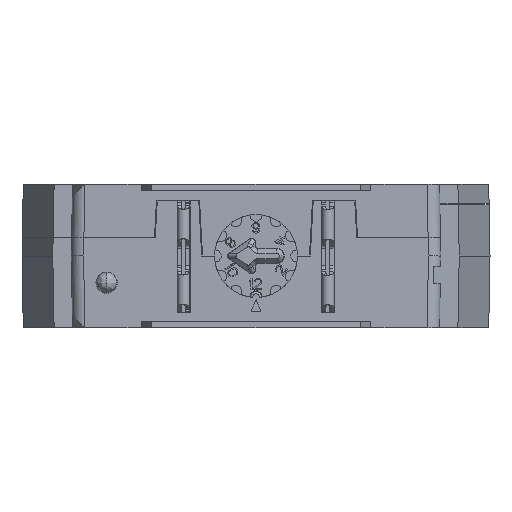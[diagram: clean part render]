
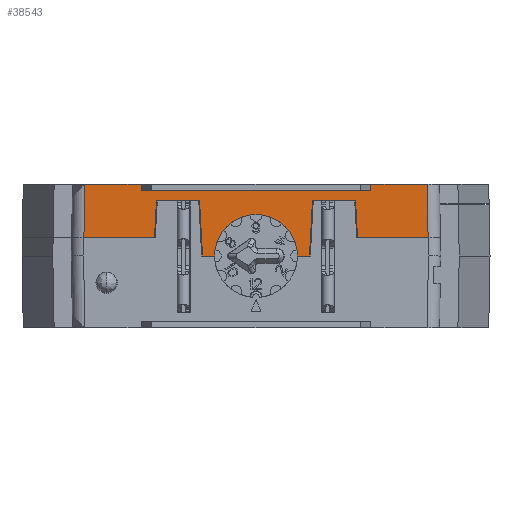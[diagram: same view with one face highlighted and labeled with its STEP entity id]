
A CAD part, front view. The second image highlights one B-rep face of the part: STEP entity #38543.
In plain terms, the highlighted planar face has unit normal (0, -1, 0).
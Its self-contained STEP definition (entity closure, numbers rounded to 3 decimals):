
#25962=DIRECTION('',(1.,0.,0.));
#25963=VECTOR('',#25962,6.847);
#25964=CARTESIAN_POINT('',(14.,0.,8.75));
#25965=LINE('',#25964,#25963);
#25990=DIRECTION('',(1.,0.,0.));
#25991=VECTOR('',#25990,6.847);
#25992=CARTESIAN_POINT('',(-20.847,0.,8.75));
#25993=LINE('',#25992,#25991);
#26498=CARTESIAN_POINT('',(20.847,0.,8.75));
#26707=DIRECTION('',(0.052,0.,-0.999));
#26708=VECTOR('',#26707,6.809);
#26709=CARTESIAN_POINT('',(-6.874,0.,6.8));
#26710=LINE('',#26709,#26708);
#26714=DIRECTION('',(-0.052,0.,-0.999));
#26715=VECTOR('',#26714,4.556);
#26716=CARTESIAN_POINT('',(-12.126,0.,6.8));
#26717=LINE('',#26716,#26715);
#26721=DIRECTION('',(1.,0.,0.));
#26722=VECTOR('',#26721,8.596);
#26723=CARTESIAN_POINT('',(-20.96,0.,2.25));
#26724=LINE('',#26723,#26722);
#26728=DIRECTION('',(-0.017,0.,-1.));
#26729=VECTOR('',#26728,6.501);
#26730=CARTESIAN_POINT('',(-20.847,0.,8.75));
#26731=LINE('',#26730,#26729);
#26735=DIRECTION('',(0.,0.,-1.));
#26736=VECTOR('',#26735,0.75);
#26737=CARTESIAN_POINT('',(-14.,0.,8.75));
#26738=LINE('',#26737,#26736);
#26742=DIRECTION('',(1.,0.,0.));
#26743=VECTOR('',#26742,28.);
#26744=CARTESIAN_POINT('',(-14.,0.,8.));
#26745=LINE('',#26744,#26743);
#26749=DIRECTION('',(0.,0.,-1.));
#26750=VECTOR('',#26749,0.75);
#26751=CARTESIAN_POINT('',(14.,0.,8.75));
#26752=LINE('',#26751,#26750);
#26756=DIRECTION('',(-0.017,0.,1.));
#26757=VECTOR('',#26756,6.501);
#26758=CARTESIAN_POINT('',(20.96,0.,2.25));
#26759=LINE('',#26758,#26757);
#26763=DIRECTION('',(1.,0.,0.));
#26764=VECTOR('',#26763,8.596);
#26765=CARTESIAN_POINT('',(12.365,0.,2.25));
#26766=LINE('',#26765,#26764);
#26770=DIRECTION('',(0.052,0.,-0.999));
#26771=VECTOR('',#26770,4.556);
#26772=CARTESIAN_POINT('',(12.126,0.,6.8));
#26773=LINE('',#26772,#26771);
#26777=DIRECTION('',(0.052,0.,0.999));
#26778=VECTOR('',#26777,6.809);
#26779=CARTESIAN_POINT('',(6.517,0.,0.));
#26780=LINE('',#26779,#26778);
#26784=CARTESIAN_POINT('',(0.,0.,0.));
#26785=DIRECTION('',(0.,-1.,0.));
#26786=DIRECTION('',(1.,0.,0.));
#26787=AXIS2_PLACEMENT_3D('',#26784,#26785,#26786);
#26813=DIRECTION('',(-1.,0.,0.));
#26814=VECTOR('',#26813,5.252);
#26815=CARTESIAN_POINT('',(12.126,0.,6.8));
#26816=LINE('',#26815,#26814);
#26820=DIRECTION('',(-1.,0.,0.));
#26821=VECTOR('',#26820,5.252);
#26822=CARTESIAN_POINT('',(-6.874,0.,6.8));
#26823=LINE('',#26822,#26821);
#27011=CARTESIAN_POINT('',(20.96,0.,2.25));
#29043=DIRECTION('',(-1.,0.,0.));
#29044=VECTOR('',#29043,1.467);
#29045=CARTESIAN_POINT('',(-5.05,0.,0.));
#29046=LINE('',#29045,#29044);
#29085=DIRECTION('',(-1.,0.,0.));
#29086=VECTOR('',#29085,1.467);
#29087=CARTESIAN_POINT('',(6.517,0.,0.));
#29088=LINE('',#29087,#29086);
#30302=CARTESIAN_POINT('',(-20.96,0.,2.25));
#36248=VERTEX_POINT('',#26498);
#36314=VERTEX_POINT('',#30302);
#36315=CARTESIAN_POINT('',(-20.847,0.,8.75));
#36316=VERTEX_POINT('',#36315);
#36557=CARTESIAN_POINT('',(-14.,0.,8.));
#36558=CARTESIAN_POINT('',(14.,0.,8.));
#36559=VERTEX_POINT('',#36557);
#36560=VERTEX_POINT('',#36558);
#36561=CARTESIAN_POINT('',(14.,0.,8.75));
#36562=VERTEX_POINT('',#36561);
#36563=CARTESIAN_POINT('',(-14.,0.,8.75));
#36564=VERTEX_POINT('',#36563);
#36625=VERTEX_POINT('',#27011);
#36713=CARTESIAN_POINT('',(5.05,0.,0.));
#36714=CARTESIAN_POINT('',(-5.05,0.,0.));
#36715=VERTEX_POINT('',#36713);
#36716=VERTEX_POINT('',#36714);
#36771=CARTESIAN_POINT('',(12.365,0.,2.25));
#36772=VERTEX_POINT('',#36771);
#36775=CARTESIAN_POINT('',(-12.365,0.,2.25));
#36776=VERTEX_POINT('',#36775);
#36807=CARTESIAN_POINT('',(-6.517,0.,0.));
#36808=VERTEX_POINT('',#36807);
#36815=CARTESIAN_POINT('',(6.517,0.,0.));
#36816=VERTEX_POINT('',#36815);
#36842=CARTESIAN_POINT('',(12.126,0.,6.8));
#36844=VERTEX_POINT('',#36842);
#36845=CARTESIAN_POINT('',(-12.126,0.,6.8));
#36847=VERTEX_POINT('',#36845);
#36849=CARTESIAN_POINT('',(-6.874,0.,6.8));
#36851=VERTEX_POINT('',#36849);
#36855=CARTESIAN_POINT('',(6.874,0.,6.8));
#36857=VERTEX_POINT('',#36855);
#38502=CARTESIAN_POINT('',(-22.5,0.,-8.75));
#38503=DIRECTION('',(0.,-1.,0.));
#38504=DIRECTION('',(1.,0.,0.));
#38505=AXIS2_PLACEMENT_3D('',#38502,#38503,#38504);
#38506=PLANE('',#38505);
#38508=ORIENTED_EDGE('',*,*,#38507,.F.);
#38510=ORIENTED_EDGE('',*,*,#38509,.T.);
#38512=ORIENTED_EDGE('',*,*,#38511,.T.);
#38514=ORIENTED_EDGE('',*,*,#38513,.F.);
#38516=ORIENTED_EDGE('',*,*,#38515,.F.);
#38517=ORIENTED_EDGE('',*,*,#38401,.T.);
#38519=ORIENTED_EDGE('',*,*,#38518,.T.);
#38521=ORIENTED_EDGE('',*,*,#38520,.T.);
#38523=ORIENTED_EDGE('',*,*,#38522,.F.);
#38524=ORIENTED_EDGE('',*,*,#38393,.T.);
#38526=ORIENTED_EDGE('',*,*,#38525,.F.);
#38528=ORIENTED_EDGE('',*,*,#38527,.F.);
#38530=ORIENTED_EDGE('',*,*,#38529,.F.);
#38532=ORIENTED_EDGE('',*,*,#38531,.T.);
#38534=ORIENTED_EDGE('',*,*,#38533,.F.);
#38536=ORIENTED_EDGE('',*,*,#38535,.T.);
#38538=ORIENTED_EDGE('',*,*,#38537,.T.);
#38540=ORIENTED_EDGE('',*,*,#38539,.T.);
#38541=EDGE_LOOP('',(#38508,#38510,#38512,#38514,#38516,#38517,#38519,#38521,
#38523,#38524,#38526,#38528,#38530,#38532,#38534,#38536,#38538,#38540));
#38542=FACE_OUTER_BOUND('',#38541,.F.);
#26788=CIRCLE('',#26787,5.05);
#38393=EDGE_CURVE('',#36562,#36248,#25965,.T.);
#38401=EDGE_CURVE('',#36316,#36564,#25993,.T.);
#38507=EDGE_CURVE('',#36851,#36808,#26710,.T.);
#38509=EDGE_CURVE('',#36851,#36847,#26823,.T.);
#38511=EDGE_CURVE('',#36847,#36776,#26717,.T.);
#38513=EDGE_CURVE('',#36314,#36776,#26724,.T.);
#38515=EDGE_CURVE('',#36316,#36314,#26731,.T.);
#38518=EDGE_CURVE('',#36564,#36559,#26738,.T.);
#38520=EDGE_CURVE('',#36559,#36560,#26745,.T.);
#38522=EDGE_CURVE('',#36562,#36560,#26752,.T.);
#38525=EDGE_CURVE('',#36625,#36248,#26759,.T.);
#38527=EDGE_CURVE('',#36772,#36625,#26766,.T.);
#38529=EDGE_CURVE('',#36844,#36772,#26773,.T.);
#38531=EDGE_CURVE('',#36844,#36857,#26816,.T.);
#38533=EDGE_CURVE('',#36816,#36857,#26780,.T.);
#38535=EDGE_CURVE('',#36816,#36715,#29088,.T.);
#38537=EDGE_CURVE('',#36715,#36716,#26788,.T.);
#38539=EDGE_CURVE('',#36716,#36808,#29046,.T.);
#38543=ADVANCED_FACE('',(#38542),#38506,.T.);
